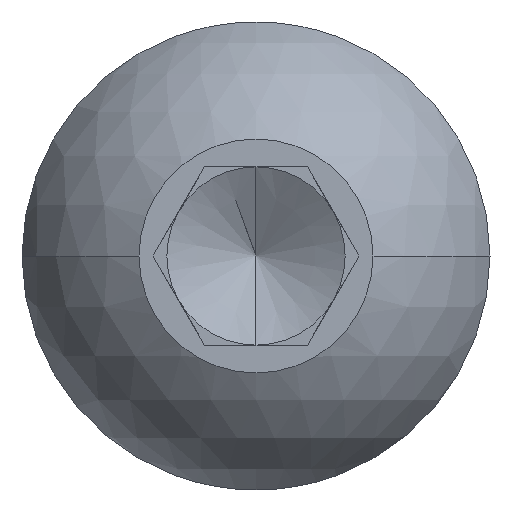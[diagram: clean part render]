
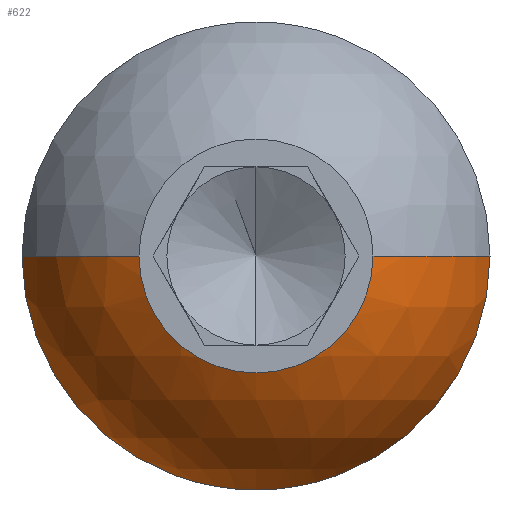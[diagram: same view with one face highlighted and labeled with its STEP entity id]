
A CAD part, left-side view. The second image highlights one B-rep face of the part: STEP entity #622.
In plain terms, the highlighted spherical face has radius 11.08 mm.
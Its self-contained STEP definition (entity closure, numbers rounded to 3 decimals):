
#72 = ORIENTED_EDGE ( 'NONE', *, *, #248, .F. ) ;
#83 = CARTESIAN_POINT ( 'NONE',  ( 6.22, 10.5, 0. ) ) ;
#84 = DIRECTION ( 'NONE',  ( 1., 0., 0. ) ) ;
#102 = DIRECTION ( 'NONE',  ( 0., 1., 0. ) ) ;
#128 = DIRECTION ( 'NONE',  ( -1., 0., 0. ) ) ;
#142 = DIRECTION ( 'NONE',  ( -1., 0., 0. ) ) ;
#159 = AXIS2_PLACEMENT_3D ( 'NONE', #514, #142, #319 ) ;
#160 = CARTESIAN_POINT ( 'NONE',  ( 6.22, 0., -10.5 ) ) ;
#163 = CIRCLE ( 'NONE', #330, 5.25 ) ;
#185 = CARTESIAN_POINT ( 'NONE',  ( 6.22, -10.5, 0. ) ) ;
#194 = CIRCLE ( 'NONE', #346, 10.5 ) ;
#248 = EDGE_CURVE ( 'NONE', #256, #344, #560, .T. ) ;
#256 = VERTEX_POINT ( 'NONE', #83 ) ;
#268 = CARTESIAN_POINT ( 'NONE',  ( 0., 5.25, 0. ) ) ;
#282 = AXIS2_PLACEMENT_3D ( 'NONE', #331, #454, #102 ) ;
#318 = VERTEX_POINT ( 'NONE', #559 ) ;
#319 = DIRECTION ( 'NONE',  ( 0., 0., 1. ) ) ;
#320 = AXIS2_PLACEMENT_3D ( 'NONE', #733, #564, #84 ) ;
#330 = AXIS2_PLACEMENT_3D ( 'NONE', #632, #447, #568 ) ;
#331 = CARTESIAN_POINT ( 'NONE',  ( 9.757, 0., 0. ) ) ;
#338 = EDGE_CURVE ( 'NONE', #256, #460, #418, .T. ) ;
#344 = VERTEX_POINT ( 'NONE', #268 ) ;
#346 = AXIS2_PLACEMENT_3D ( 'NONE', #726, #128, #612 ) ;
#405 = EDGE_CURVE ( 'NONE', #344, #318, #163, .T. ) ;
#407 = DIRECTION ( 'NONE',  ( 0., 1., 0. ) ) ;
#413 = DIRECTION ( 'NONE',  ( 0., 0., -1. ) ) ;
#418 = CIRCLE ( 'NONE', #159, 10.5 ) ;
#447 = DIRECTION ( 'NONE',  ( -1., 0., 0. ) ) ;
#448 = EDGE_CURVE ( 'NONE', #735, #318, #478, .T. ) ;
#452 = ORIENTED_EDGE ( 'NONE', *, *, #338, .T. ) ;
#454 = DIRECTION ( 'NONE',  ( 0., 0., -1. ) ) ;
#460 = VERTEX_POINT ( 'NONE', #160 ) ;
#469 = EDGE_LOOP ( 'NONE', ( #452, #590, #483, #550, #72 ) ) ;
#478 = CIRCLE ( 'NONE', #282, 11.08 ) ;
#480 = CARTESIAN_POINT ( 'NONE',  ( 9.757, 0., 0. ) ) ;
#483 = ORIENTED_EDGE ( 'NONE', *, *, #448, .T. ) ;
#514 = CARTESIAN_POINT ( 'NONE',  ( 6.22, 0., 0. ) ) ;
#550 = ORIENTED_EDGE ( 'NONE', *, *, #405, .F. ) ;
#559 = CARTESIAN_POINT ( 'NONE',  ( 0., -5.25, 0. ) ) ;
#560 = CIRCLE ( 'NONE', #320, 11.08 ) ;
#564 = DIRECTION ( 'NONE',  ( 0., 0., 1. ) ) ;
#568 = DIRECTION ( 'NONE',  ( 0., 0., 1. ) ) ;
#590 = ORIENTED_EDGE ( 'NONE', *, *, #715, .T. ) ;
#612 = DIRECTION ( 'NONE',  ( 0., 0., 1. ) ) ;
#622 = ADVANCED_FACE ( 'NONE', ( #767 ), #653, .T. ) ;
#632 = CARTESIAN_POINT ( 'NONE',  ( 0., 0., 0. ) ) ;
#653 = SPHERICAL_SURFACE ( 'NONE', #765, 11.08 ) ;
#715 = EDGE_CURVE ( 'NONE', #460, #735, #194, .T. ) ;
#726 = CARTESIAN_POINT ( 'NONE',  ( 6.22, 0., 0. ) ) ;
#733 = CARTESIAN_POINT ( 'NONE',  ( 9.757, 0., 0. ) ) ;
#735 = VERTEX_POINT ( 'NONE', #185 ) ;
#765 = AXIS2_PLACEMENT_3D ( 'NONE', #480, #413, #407 ) ;
#767 = FACE_OUTER_BOUND ( 'NONE', #469, .T. ) ;
